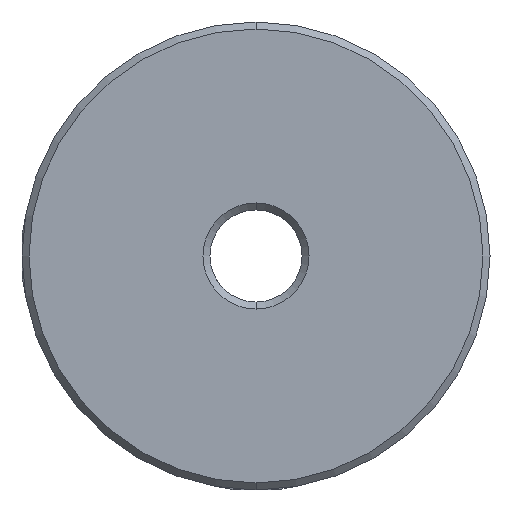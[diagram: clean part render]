
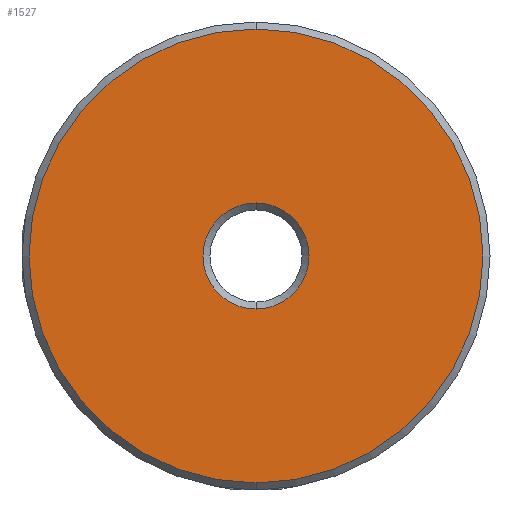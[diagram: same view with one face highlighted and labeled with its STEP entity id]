
A CAD part, left-side view. The second image highlights one B-rep face of the part: STEP entity #1527.
In plain terms, the highlighted planar face has unit normal (-1, 0, 0).
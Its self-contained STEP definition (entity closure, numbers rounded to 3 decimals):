
#167 = PLANE ( 'NONE',  #556 ) ;
#173 = CARTESIAN_POINT ( 'NONE',  ( -12.7, 0., 0. ) ) ;
#181 = DIRECTION ( 'NONE',  ( 1., 0., 0. ) ) ;
#182 = DIRECTION ( 'NONE',  ( 0., 0., -1. ) ) ;
#556 = AXIS2_PLACEMENT_3D ( 'NONE', #173, #181, #182 ) ;
#757 = DIRECTION ( 'NONE',  ( 0., 0., -1. ) ) ;
#758 = DIRECTION ( 'NONE',  ( -1., 0., 0. ) ) ;
#759 = CARTESIAN_POINT ( 'NONE',  ( -12.7, 0., 0. ) ) ;
#895 = VERTEX_POINT ( 'NONE', #1031 ) ;
#896 = VERTEX_POINT ( 'NONE', #1032 ) ;
#897 = VERTEX_POINT ( 'NONE', #1033 ) ;
#898 = VERTEX_POINT ( 'NONE', #1034 ) ;
#1031 = CARTESIAN_POINT ( 'NONE',  ( -12.7, 0., -2.881 ) ) ;
#1032 = CARTESIAN_POINT ( 'NONE',  ( -12.7, 0., 2.881 ) ) ;
#1033 = CARTESIAN_POINT ( 'NONE',  ( -12.7, 0., 12.319 ) ) ;
#1034 = CARTESIAN_POINT ( 'NONE',  ( -12.7, 0., -12.319 ) ) ;
#1309 = EDGE_CURVE ( 'NONE', #897, #898, #2258, .T. ) ;
#1348 = EDGE_CURVE ( 'NONE', #895, #896, #2992, .T. ) ;
#1349 = EDGE_CURVE ( 'NONE', #898, #897, #2994, .T. ) ;
#1395 = EDGE_CURVE ( 'NONE', #896, #895, #3065, .T. ) ;
#1475 = AXIS2_PLACEMENT_3D ( 'NONE', #759, #758, #757 ) ;
#1480 = AXIS2_PLACEMENT_3D ( 'NONE', #2546, #2547, #2548 ) ;
#1486 = AXIS2_PLACEMENT_3D ( 'NONE', #2549, #2551, #2552 ) ;
#1502 = AXIS2_PLACEMENT_3D ( 'NONE', #2735, #2736, #2737 ) ;
#1527 = ADVANCED_FACE ( 'NONE', ( #3169, #3159 ), #167, .F. ) ;
#1651 = EDGE_LOOP ( 'NONE', ( #1809, #1810 ) ) ;
#1666 = EDGE_LOOP ( 'NONE', ( #1811, #1812 ) ) ;
#1809 = ORIENTED_EDGE ( 'NONE', *, *, #1349, .T. ) ;
#1810 = ORIENTED_EDGE ( 'NONE', *, *, #1309, .T. ) ;
#1811 = ORIENTED_EDGE ( 'NONE', *, *, #1395, .T. ) ;
#1812 = ORIENTED_EDGE ( 'NONE', *, *, #1348, .T. ) ;
#2258 = CIRCLE ( 'NONE', #1475, 12.319 ) ;
#2546 = CARTESIAN_POINT ( 'NONE',  ( -12.7, 0., 0. ) ) ;
#2547 = DIRECTION ( 'NONE',  ( 1., 0., 0. ) ) ;
#2548 = DIRECTION ( 'NONE',  ( 0., 0., -1. ) ) ;
#2549 = CARTESIAN_POINT ( 'NONE',  ( -12.7, 0., 0. ) ) ;
#2551 = DIRECTION ( 'NONE',  ( -1., 0., 0. ) ) ;
#2552 = DIRECTION ( 'NONE',  ( 0., 0., -1. ) ) ;
#2735 = CARTESIAN_POINT ( 'NONE',  ( -12.7, 0., 0. ) ) ;
#2736 = DIRECTION ( 'NONE',  ( 1., 0., 0. ) ) ;
#2737 = DIRECTION ( 'NONE',  ( 0., 0., -1. ) ) ;
#2992 = CIRCLE ( 'NONE', #1480, 2.881 ) ;
#2994 = CIRCLE ( 'NONE', #1486, 12.319 ) ;
#3065 = CIRCLE ( 'NONE', #1502, 2.881 ) ;
#3159 = FACE_BOUND ( 'NONE', #1666, .T. ) ;
#3169 = FACE_OUTER_BOUND ( 'NONE', #1651, .T. ) ;
